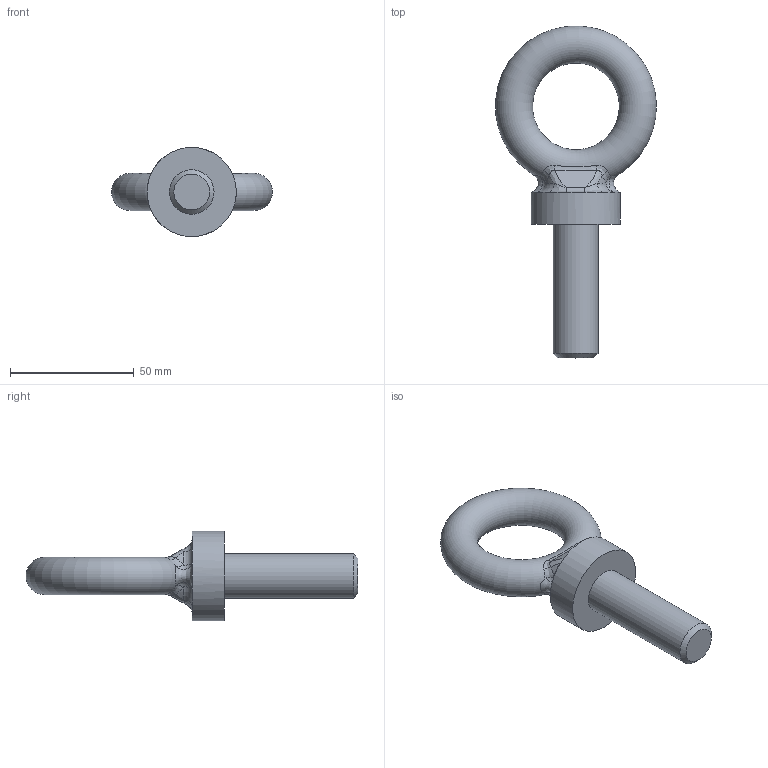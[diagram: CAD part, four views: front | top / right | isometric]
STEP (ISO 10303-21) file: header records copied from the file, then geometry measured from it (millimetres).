
FILE_DESCRIPTION(/* description */ (''),/* implementation_level */ '2;1');
FILE_NAME(/* name */ 'RGS_18.stp',/* time_stamp */ '2017-11-17T12:18:40+01:00',/* author */ (''),/* organization */ (''),/* preprocessor_version */ 'ST-DEVELOPER v16',/* originating_system */ 'SIEMENS PLM Software NX 11.0',/* authorisation */ '');
FILE_SCHEMA (('AUTOMOTIVE_DESIGN { 1 0 10303 214 3 1 1 1 }'));
Length unit declared in the file: millimetre
Products named in the file (1): RGS_18
Bounding box: 64.88 x 133.97 x 36 mm (x, y, z)
Volume: 57386.3 mm3; surface area: 13368.1 mm2
Topology: 1 solids, 1 shells, 44 faces, 96 edges, 54 vertices
Faces by surface type: bspline 20, cylinder 8, plane 6, torus 5, sphere 4, cone 1
Full cylindrical faces by diameter (mm): 18 x1, 36 x1
Entity records: 1594 total; most frequent: CARTESIAN_POINT 721, ORIENTED_EDGE 180, DIRECTION 154, EDGE_CURVE 90, AXIS2_PLACEMENT_3D 75, VERTEX_POINT 52, EDGE_LOOP 48, ADVANCED_FACE 44
